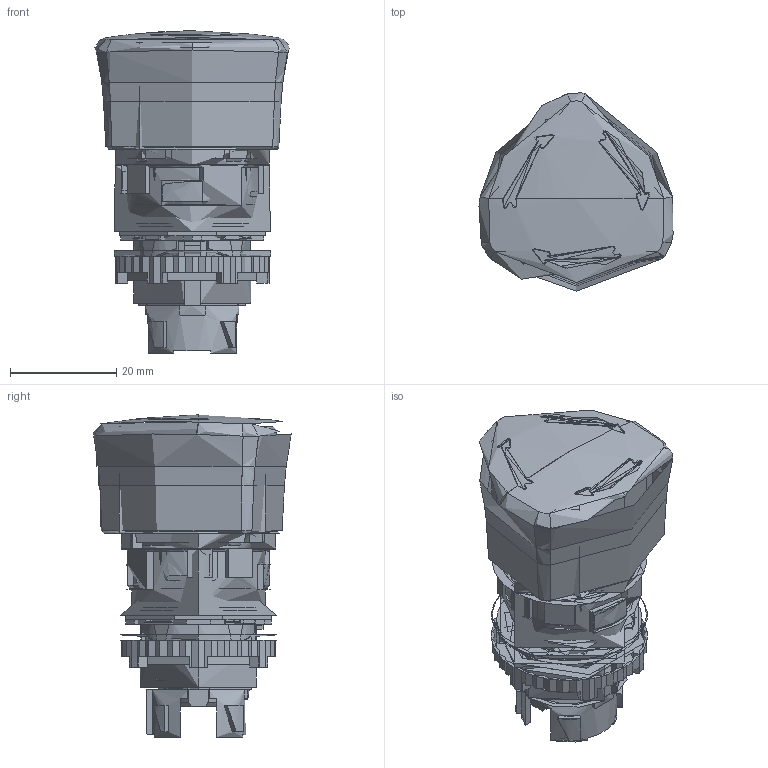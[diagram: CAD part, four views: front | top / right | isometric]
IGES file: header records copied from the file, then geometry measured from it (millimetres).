
Start section: START RECORD GO HERE
Global section: file name: L22ER01; native system: IBM CATIA IGES - CATIA SOLUTIONS V4RELEASE 2.4 REFRESH 01; preprocessor: CATIA SOLUTIONS V4RELEASE 2.4 REFRESH 01; organization: DASSAULT SYSTEMES; date: 071213.135323; units: millimetre
Bounding box: 36.52 x 37.34 x 60.65 mm (x, y, z)
Topology: 0 solids, 0 shells, 1258 faces, 15183 edges, 21502 vertices
Faces by surface type: extrusion 598, revolution 427, bspline 203, plane 30
